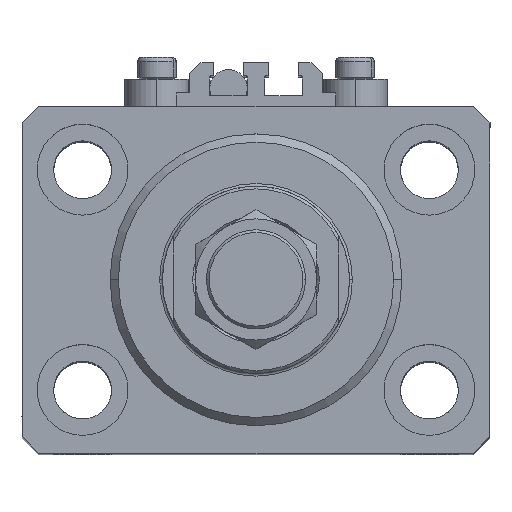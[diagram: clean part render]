
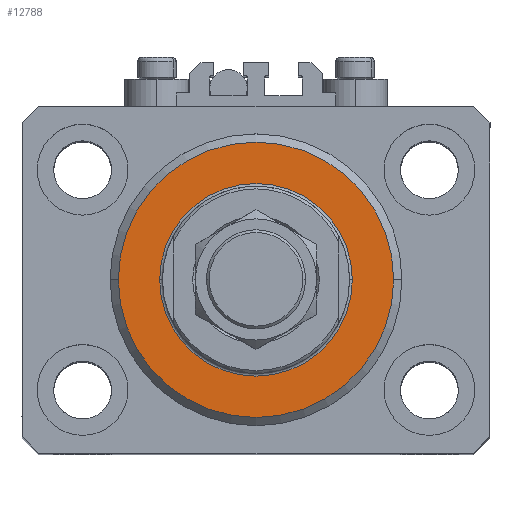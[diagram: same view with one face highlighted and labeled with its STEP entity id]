
A CAD part, top view. The second image highlights one B-rep face of the part: STEP entity #12788.
In plain terms, the highlighted face is planar.
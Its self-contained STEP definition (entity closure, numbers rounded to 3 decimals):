
#3337 = DIRECTION ( 'NONE',  ( 1., 0., 0. ) ) ;
#3829 = DIRECTION ( 'NONE',  ( 0., 0., 1. ) ) ;
#3976 = CIRCLE ( 'NONE', #37519, 25. ) ;
#5457 = EDGE_CURVE ( 'NONE', #27648, #45233, #35446, .T. ) ;
#6641 = CARTESIAN_POINT ( 'NONE',  ( 25., 0., 0. ) ) ;
#7001 = VERTEX_POINT ( 'NONE', #6641 ) ;
#7178 = DIRECTION ( 'NONE',  ( 0., 0., -1. ) ) ;
#7765 = CIRCLE ( 'NONE', #25761, 17.5 ) ;
#8698 = DIRECTION ( 'NONE',  ( 1., 0., 0. ) ) ;
#10692 = VERTEX_POINT ( 'NONE', #14865 ) ;
#12769 = DIRECTION ( 'NONE',  ( 0., 0., 1. ) ) ;
#12788 = ADVANCED_FACE ( 'NONE', ( #38604, #19162 ), #32446, .F. ) ;
#13415 = AXIS2_PLACEMENT_3D ( 'NONE', #22273, #3829, #43445 ) ;
#14865 = CARTESIAN_POINT ( 'NONE',  ( -25., 0., 0. ) ) ;
#19162 = FACE_OUTER_BOUND ( 'NONE', #23987, .T. ) ;
#20087 = ORIENTED_EDGE ( 'NONE', *, *, #46935, .T. ) ;
#21009 = EDGE_CURVE ( 'NONE', #45233, #27648, #7765, .T. ) ;
#22273 = CARTESIAN_POINT ( 'NONE',  ( 0., 0., 0. ) ) ;
#22581 = DIRECTION ( 'NONE',  ( 1., 0., 0. ) ) ;
#23987 = EDGE_LOOP ( 'NONE', ( #44554, #20087 ) ) ;
#24332 = AXIS2_PLACEMENT_3D ( 'NONE', #39613, #12769, #47544 ) ;
#25761 = AXIS2_PLACEMENT_3D ( 'NONE', #30006, #37184, #22581 ) ;
#27648 = VERTEX_POINT ( 'NONE', #40621 ) ;
#29631 = CARTESIAN_POINT ( 'NONE',  ( 17.5, 0., 0. ) ) ;
#30006 = CARTESIAN_POINT ( 'NONE',  ( 0., 0., 0. ) ) ;
#30377 = CIRCLE ( 'NONE', #36928, 25. ) ;
#32446 = PLANE ( 'NONE',  #24332 ) ;
#35446 = CIRCLE ( 'NONE', #13415, 17.5 ) ;
#36928 = AXIS2_PLACEMENT_3D ( 'NONE', #38369, #7178, #3337 ) ;
#37184 = DIRECTION ( 'NONE',  ( 0., 0., 1. ) ) ;
#37519 = AXIS2_PLACEMENT_3D ( 'NONE', #46550, #46793, #8698 ) ;
#38369 = CARTESIAN_POINT ( 'NONE',  ( 0., 0., 0. ) ) ;
#38604 = FACE_BOUND ( 'NONE', #48495, .T. ) ;
#39613 = CARTESIAN_POINT ( 'NONE',  ( 0., 0., 0. ) ) ;
#39692 = ORIENTED_EDGE ( 'NONE', *, *, #21009, .T. ) ;
#40233 = EDGE_CURVE ( 'NONE', #7001, #10692, #30377, .T. ) ;
#40621 = CARTESIAN_POINT ( 'NONE',  ( -17.5, 0., 0. ) ) ;
#43445 = DIRECTION ( 'NONE',  ( 1., 0., 0. ) ) ;
#44554 = ORIENTED_EDGE ( 'NONE', *, *, #40233, .T. ) ;
#45233 = VERTEX_POINT ( 'NONE', #29631 ) ;
#46308 = ORIENTED_EDGE ( 'NONE', *, *, #5457, .T. ) ;
#46550 = CARTESIAN_POINT ( 'NONE',  ( 0., 0., 0. ) ) ;
#46793 = DIRECTION ( 'NONE',  ( 0., 0., -1. ) ) ;
#46935 = EDGE_CURVE ( 'NONE', #10692, #7001, #3976, .T. ) ;
#47544 = DIRECTION ( 'NONE',  ( 1., 0., 0. ) ) ;
#48495 = EDGE_LOOP ( 'NONE', ( #39692, #46308 ) ) ;
